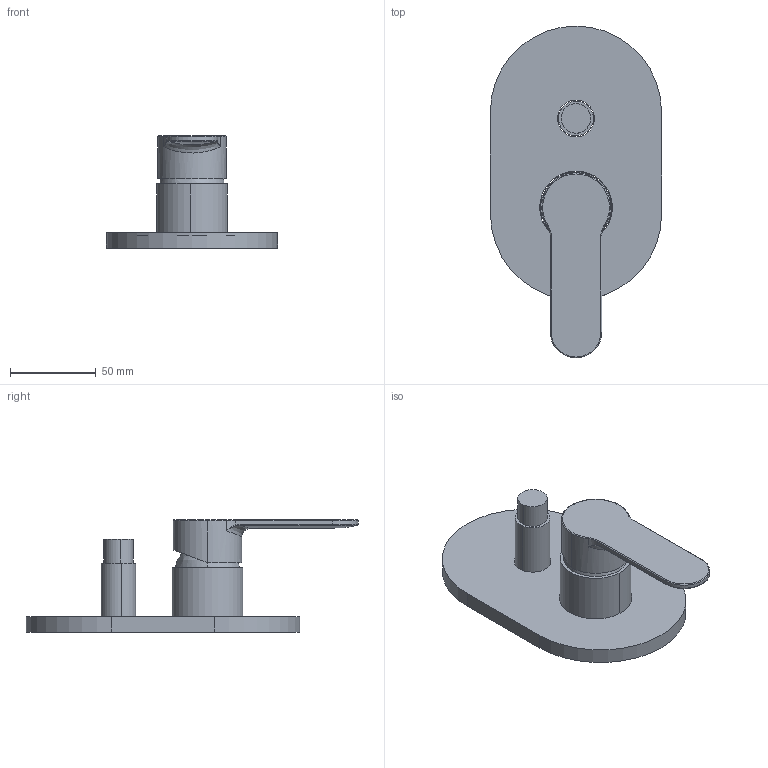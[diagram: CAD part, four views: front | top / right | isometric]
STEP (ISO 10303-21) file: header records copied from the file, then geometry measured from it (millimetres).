
FILE_DESCRIPTION (( 'STEP AP214' ), '1' );
FILE_NAME ('27188.STEP', '2024-02-08T14:23:56', ( '' ), ( '' ), 'SwSTEP 2.0', 'SolidWorks 2018', '' );
FILE_SCHEMA (( 'AUTOMOTIVE_DESIGN' ));
Length unit declared in the file: millimetre
Products named in the file (6): 27188; pulsante incasso due vie (248); 878; leva incasso zero30; cappuccio minimalista; contenitore cart. diam.35
Assembly tree (5 placements, depth 2):
  27188
    contenitore cart. diam.35
    cappuccio minimalista
    878
    pulsante incasso due vie (248)
    leva incasso zero30
Bounding box: 100.05 x 194 x 65.56 mm (x, y, z)
Volume: 115273.8 mm3; surface area: 58757.1 mm2
Topology: 5 solids, 5 shells, 81 faces, 179 edges, 110 vertices
Faces by surface type: cylinder 34, plane 30, torus 9, bspline 7, sphere 1
Entity records: 2761 total; most frequent: CARTESIAN_POINT 721, DIRECTION 412, ORIENTED_EDGE 354, EDGE_CURVE 177, AXIS2_PLACEMENT_3D 167, VERTEX_POINT 110, EDGE_LOOP 89, CIRCLE 85
